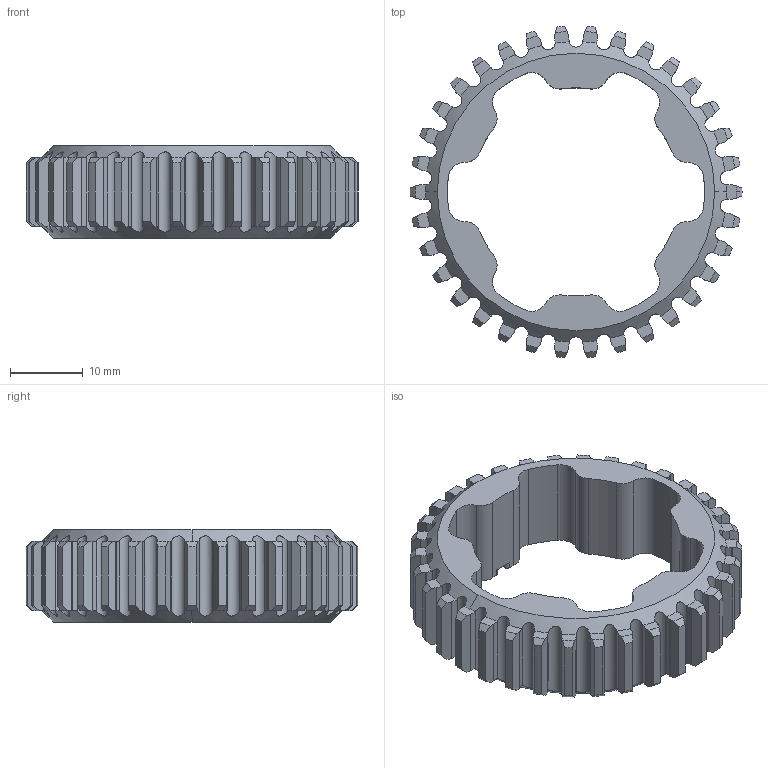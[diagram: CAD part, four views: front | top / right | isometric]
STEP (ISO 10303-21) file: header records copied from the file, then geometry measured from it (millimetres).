
FILE_DESCRIPTION (( 'STEP AP203' ), '1' );
FILE_NAME ('REV-21-3011.STEP', '2024-12-10T20:35:50', ( '' ), ( '' ), 'SwSTEP 2.0', 'SolidWorks 2022', '' );
FILE_SCHEMA (( 'CONFIG_CONTROL_DESIGN' ));
Length unit declared in the file: inch
Products named in the file (1): REV-21-3011
Bounding box: 45.62 x 45.51 x 12.7 mm (x, y, z)
Volume: 7285.3 mm3; surface area: 5567.7 mm2
Topology: 1 solids, 1 shells, 475 faces, 1422 edges, 948 vertices
Faces by surface type: plane 141, bspline 136, cylinder 124, cone 74
Entity records: 19326 total; most frequent: CARTESIAN_POINT 7817, ORIENTED_EDGE 2844, DIRECTION 1767, EDGE_CURVE 1422, VERTEX_POINT 948, AXIS2_PLACEMENT_3D 646, B_SPLINE_CURVE_WITH_KNOTS 641, EDGE_LOOP 476
